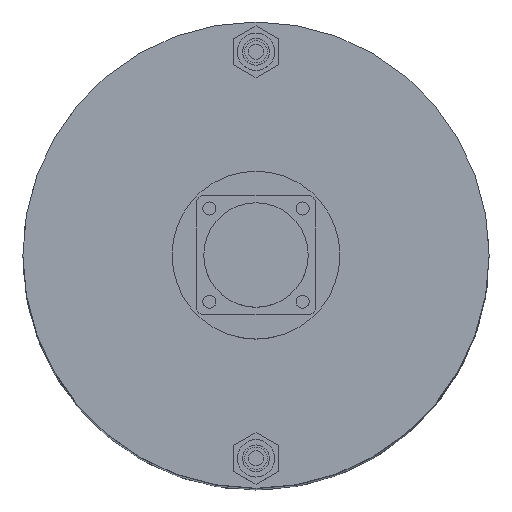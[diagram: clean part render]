
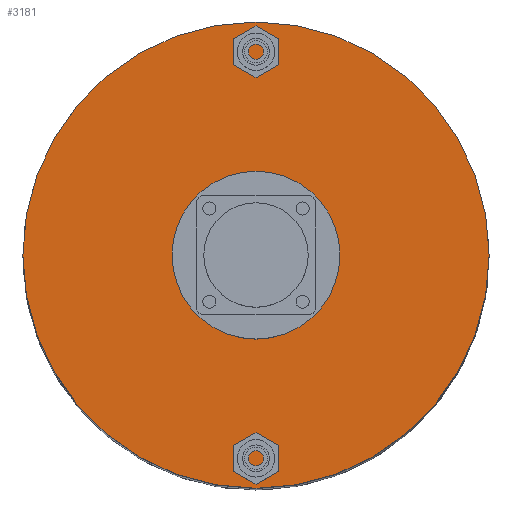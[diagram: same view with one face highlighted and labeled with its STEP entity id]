
A CAD part, top view. The second image highlights one B-rep face of the part: STEP entity #3181.
In plain terms, the highlighted planar face has unit normal (0, 0, 1).
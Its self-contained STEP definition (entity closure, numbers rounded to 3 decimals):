
#10 = CIRCLE ( 'NONE', #2003, 22.5 ) ;
#104 = FACE_BOUND ( 'NONE', #1382, .T. ) ;
#186 = CARTESIAN_POINT ( 'NONE',  ( 0., 0., 35.5 ) ) ;
#195 = EDGE_CURVE ( 'NONE', #3761, #3900, #667, .T. ) ;
#231 = AXIS2_PLACEMENT_3D ( 'NONE', #186, #948, #2897 ) ;
#313 = DIRECTION ( 'NONE',  ( 0., 0., 1. ) ) ;
#421 = ORIENTED_EDGE ( 'NONE', *, *, #824, .T. ) ;
#667 = CIRCLE ( 'NONE', #1119, 62.5 ) ;
#824 = EDGE_CURVE ( 'NONE', #3900, #3761, #4742, .T. ) ;
#948 = DIRECTION ( 'NONE',  ( 0., 0., 1. ) ) ;
#1032 = DIRECTION ( 'NONE',  ( 1., 0., 0. ) ) ;
#1089 = CARTESIAN_POINT ( 'NONE',  ( 0., 0., 35.5 ) ) ;
#1119 = AXIS2_PLACEMENT_3D ( 'NONE', #1746, #1764, #4825 ) ;
#1201 = DIRECTION ( 'NONE',  ( 1., 0., 0. ) ) ;
#1214 = CARTESIAN_POINT ( 'NONE',  ( -62.5, 0., 35.5 ) ) ;
#1311 = CARTESIAN_POINT ( 'NONE',  ( 62.5, 0., 35.5 ) ) ;
#1322 = AXIS2_PLACEMENT_3D ( 'NONE', #4624, #3138, #1201 ) ;
#1339 = EDGE_CURVE ( 'NONE', #1983, #3661, #10, .T. ) ;
#1382 = EDGE_LOOP ( 'NONE', ( #3597, #4739 ) ) ;
#1391 = CARTESIAN_POINT ( 'NONE',  ( 0., 0., 35.5 ) ) ;
#1399 = AXIS2_PLACEMENT_3D ( 'NONE', #1089, #313, #2951 ) ;
#1462 = EDGE_LOOP ( 'NONE', ( #4781, #421 ) ) ;
#1746 = CARTESIAN_POINT ( 'NONE',  ( 0., 0., 35.5 ) ) ;
#1764 = DIRECTION ( 'NONE',  ( 0., 0., 1. ) ) ;
#1889 = EDGE_CURVE ( 'NONE', #3661, #1983, #2279, .T. ) ;
#1983 = VERTEX_POINT ( 'NONE', #3769 ) ;
#2003 = AXIS2_PLACEMENT_3D ( 'NONE', #1391, #4875, #1032 ) ;
#2279 = CIRCLE ( 'NONE', #1399, 22.5 ) ;
#2293 = CARTESIAN_POINT ( 'NONE',  ( 22.5, 0., 35.5 ) ) ;
#2897 = DIRECTION ( 'NONE',  ( 1., 0., 0. ) ) ;
#2951 = DIRECTION ( 'NONE',  ( 1., 0., 0. ) ) ;
#3138 = DIRECTION ( 'NONE',  ( 0., 0., 1. ) ) ;
#3181 = ADVANCED_FACE ( 'NONE', ( #104, #4190 ), #3622, .T. ) ;
#3597 = ORIENTED_EDGE ( 'NONE', *, *, #1339, .F. ) ;
#3622 = PLANE ( 'NONE',  #231 ) ;
#3661 = VERTEX_POINT ( 'NONE', #2293 ) ;
#3761 = VERTEX_POINT ( 'NONE', #1214 ) ;
#3769 = CARTESIAN_POINT ( 'NONE',  ( -22.5, 0., 35.5 ) ) ;
#3900 = VERTEX_POINT ( 'NONE', #1311 ) ;
#4190 = FACE_OUTER_BOUND ( 'NONE', #1462, .T. ) ;
#4624 = CARTESIAN_POINT ( 'NONE',  ( 0., 0., 35.5 ) ) ;
#4739 = ORIENTED_EDGE ( 'NONE', *, *, #1889, .F. ) ;
#4742 = CIRCLE ( 'NONE', #1322, 62.5 ) ;
#4781 = ORIENTED_EDGE ( 'NONE', *, *, #195, .T. ) ;
#4825 = DIRECTION ( 'NONE',  ( 1., 0., 0. ) ) ;
#4875 = DIRECTION ( 'NONE',  ( 0., 0., 1. ) ) ;
